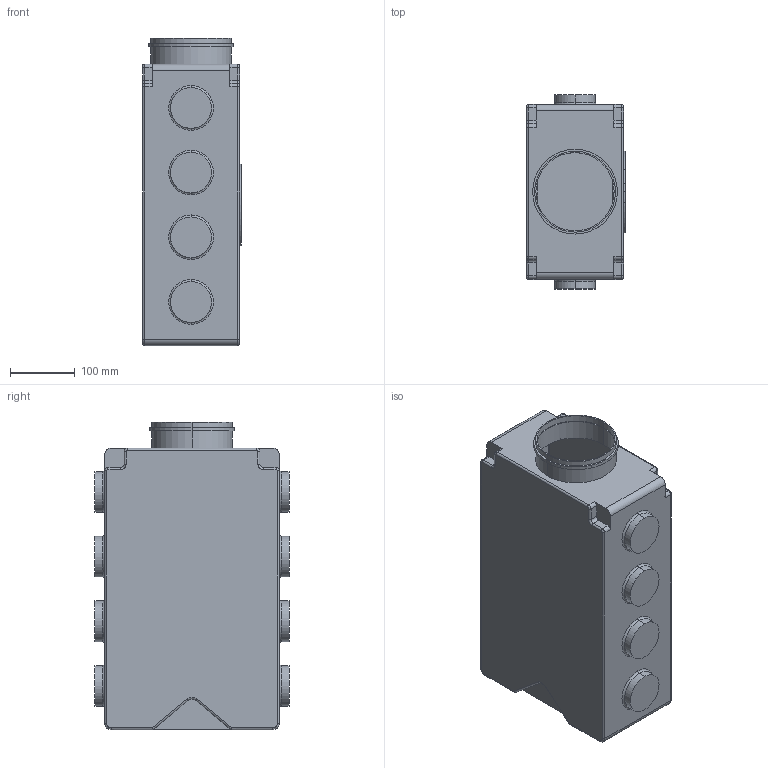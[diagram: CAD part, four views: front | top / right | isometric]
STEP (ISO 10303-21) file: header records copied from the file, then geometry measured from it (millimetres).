
FILE_DESCRIPTION (( 'STEP AP214' ), '1' );
FILE_NAME ('MF-V63.STEP', '2009-07-16T11:53:38', ( 'Wolfgang Schmidt' ), ( 'WS-KO' ), 'SwSTEP 2.0', 'SolidWorks 2008', '' );
FILE_SCHEMA (( 'AUTOMOTIVE_DESIGN' ));
Length unit declared in the file: millimetre
Products named in the file (1): MF-V63
Bounding box: 153 x 300 x 475 mm (x, y, z)
Volume: 935479.3 mm3; surface area: 936324.9 mm2
Topology: 1 solids, 1 shells, 281 faces, 638 edges, 388 vertices
Faces by surface type: cylinder 130, plane 79, torus 72
Entity records: 7935 total; most frequent: DIRECTION 1550, CARTESIAN_POINT 1332, ORIENTED_EDGE 1276, EDGE_CURVE 638, AXIS2_PLACEMENT_3D 638, VERTEX_POINT 388, CIRCLE 356, EDGE_LOOP 310
